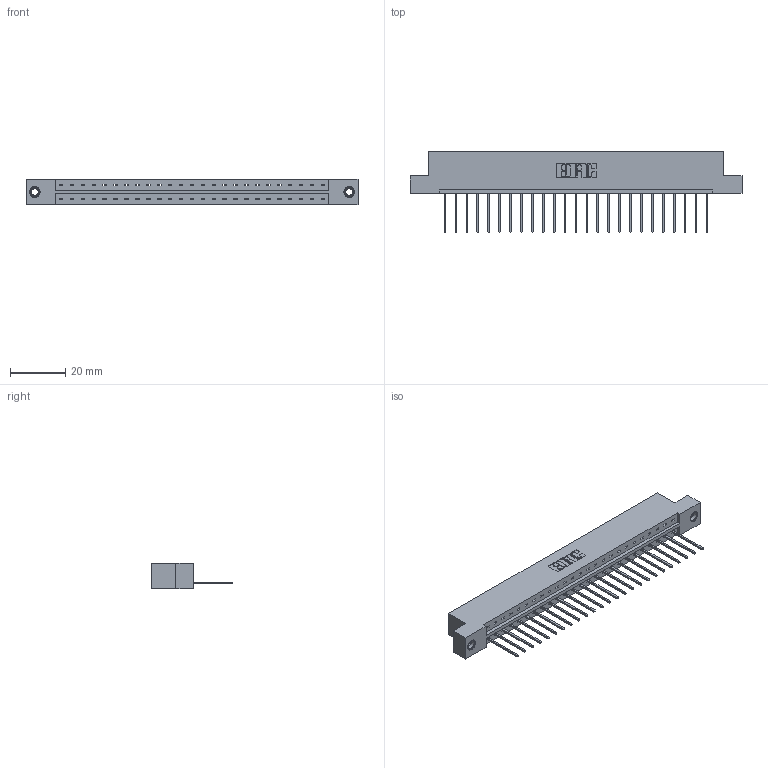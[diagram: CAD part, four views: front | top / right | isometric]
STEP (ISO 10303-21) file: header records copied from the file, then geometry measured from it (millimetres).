
FILE_DESCRIPTION (( 'STEP AP203' ), '1' );
FILE_NAME ('833-025-540-107.STEP', '2020-06-01T23:37:57', ( '' ), ( '' ), 'SwSTEP 2.0', 'SolidWorks 2020', '' );
FILE_SCHEMA (( 'CONFIG_CONTROL_DESIGN' ));
Length unit declared in the file: inch
Products named in the file (4): 345-292-001_345-293-140; 833-025-540-107; 345-250-001_345-250-005-103; 833 Part_Flush - .156 Dia - TI
Assembly tree (28 placements, depth 2):
  833-025-540-107
    833 Part_Flush - .156 Dia - TI
    345-292-001_345-293-140  x25
    345-250-001_345-250-005-103  x2
Bounding box: 120.6 x 29.47 x 9.4 mm (x, y, z)
Volume: 12009.8 mm3; surface area: 13173.4 mm2
Topology: 28 solids, 28 shells, 1624 faces, 4847 edges, 3190 vertices
Faces by surface type: plane 1152, cylinder 456, cone 12, torus 4
Entity records: 18686 total; most frequent: CARTESIAN_POINT 3208, ORIENTED_EDGE 3162, DIRECTION 2773, EDGE_CURVE 1581, VECTOR 1433, LINE 1433, VERTEX_POINT 1048, AXIS2_PLACEMENT_3D 670
